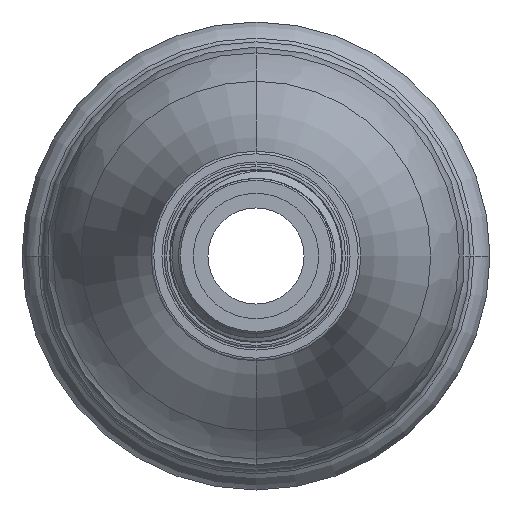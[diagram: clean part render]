
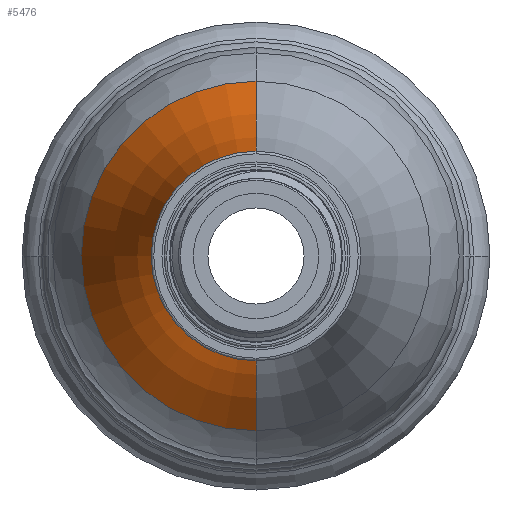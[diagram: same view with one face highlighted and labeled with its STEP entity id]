
A CAD part, front view. The second image highlights one B-rep face of the part: STEP entity #5476.
In plain terms, the highlighted toroidal (fillet/blend) face has major radius 82.029 mm and minor radius 70 mm.
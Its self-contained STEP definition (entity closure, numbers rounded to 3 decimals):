
#417 = AXIS2_PLACEMENT_3D ( 'NONE', #5425, #6951, #2818 ) ;
#795 = DIRECTION ( 'NONE',  ( 0., -1., 0. ) ) ;
#850 = VERTEX_POINT ( 'NONE', #5846 ) ;
#1094 = CARTESIAN_POINT ( 'NONE',  ( 0., 44.736, 12.531 ) ) ;
#1849 = CIRCLE ( 'NONE', #417, 70. ) ;
#1985 = AXIS2_PLACEMENT_3D ( 'NONE', #12070, #6515, #5167 ) ;
#2511 = DIRECTION ( 'NONE',  ( 0., -1., 0. ) ) ;
#2818 = DIRECTION ( 'NONE',  ( 0., 0., -1. ) ) ;
#3380 = DIRECTION ( 'NONE',  ( 0., 0., -1. ) ) ;
#3659 = EDGE_LOOP ( 'NONE', ( #13119, #10798, #11599, #13773 ) ) ;
#3784 = AXIS2_PLACEMENT_3D ( 'NONE', #10369, #795, #3380 ) ;
#3874 = VERTEX_POINT ( 'NONE', #8836 ) ;
#4282 = CARTESIAN_POINT ( 'NONE',  ( 0., 44.736, -12.531 ) ) ;
#4732 = FACE_OUTER_BOUND ( 'NONE', #3659, .T. ) ;
#5167 = DIRECTION ( 'NONE',  ( 0., 0., 1. ) ) ;
#5425 = CARTESIAN_POINT ( 'NONE',  ( 0., 53.106, 82.029 ) ) ;
#5476 = ADVANCED_FACE ( 'NONE', ( #4732 ), #8936, .F. ) ;
#5846 = CARTESIAN_POINT ( 'NONE',  ( 0., 19., 20.9 ) ) ;
#6335 = EDGE_CURVE ( 'NONE', #15132, #16638, #15235, .T. ) ;
#6515 = DIRECTION ( 'NONE',  ( -1., 0., 0. ) ) ;
#6896 = EDGE_CURVE ( 'NONE', #850, #3874, #10940, .T. ) ;
#6951 = DIRECTION ( 'NONE',  ( 1., 0., 0. ) ) ;
#8071 = CARTESIAN_POINT ( 'NONE',  ( 0., 44.736, 0. ) ) ;
#8836 = CARTESIAN_POINT ( 'NONE',  ( 0., 19., -20.9 ) ) ;
#8936 = TOROIDAL_SURFACE ( 'NONE', #3784, 82.029, 70. ) ;
#9716 = DIRECTION ( 'NONE',  ( 0., -1., 0. ) ) ;
#10369 = CARTESIAN_POINT ( 'NONE',  ( 0., 53.106, 0. ) ) ;
#10798 = ORIENTED_EDGE ( 'NONE', *, *, #11363, .T. ) ;
#10940 = CIRCLE ( 'NONE', #17529, 20.9 ) ;
#11362 = DIRECTION ( 'NONE',  ( 0., 0., -1. ) ) ;
#11363 = EDGE_CURVE ( 'NONE', #850, #15132, #1849, .T. ) ;
#11599 = ORIENTED_EDGE ( 'NONE', *, *, #6335, .T. ) ;
#11997 = CIRCLE ( 'NONE', #1985, 70. ) ;
#12070 = CARTESIAN_POINT ( 'NONE',  ( 0., 53.106, -82.029 ) ) ;
#13119 = ORIENTED_EDGE ( 'NONE', *, *, #6896, .F. ) ;
#13773 = ORIENTED_EDGE ( 'NONE', *, *, #14230, .F. ) ;
#14230 = EDGE_CURVE ( 'NONE', #3874, #16638, #11997, .T. ) ;
#15132 = VERTEX_POINT ( 'NONE', #1094 ) ;
#15235 = CIRCLE ( 'NONE', #16664, 12.531 ) ;
#16048 = DIRECTION ( 'NONE',  ( 0., 0., 1. ) ) ;
#16516 = CARTESIAN_POINT ( 'NONE',  ( 0., 19., 0. ) ) ;
#16638 = VERTEX_POINT ( 'NONE', #4282 ) ;
#16664 = AXIS2_PLACEMENT_3D ( 'NONE', #8071, #2511, #16048 ) ;
#17529 = AXIS2_PLACEMENT_3D ( 'NONE', #16516, #9716, #11362 ) ;
